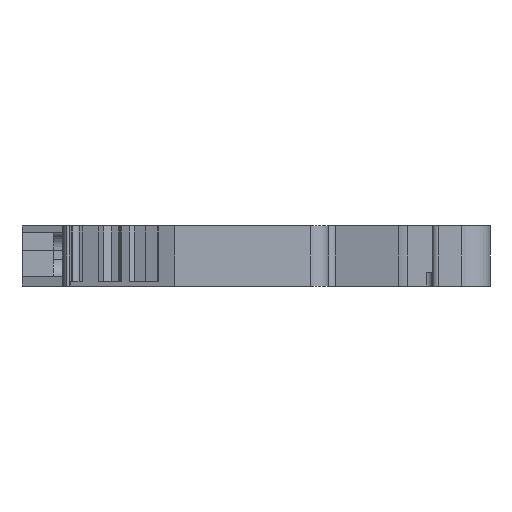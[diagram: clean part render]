
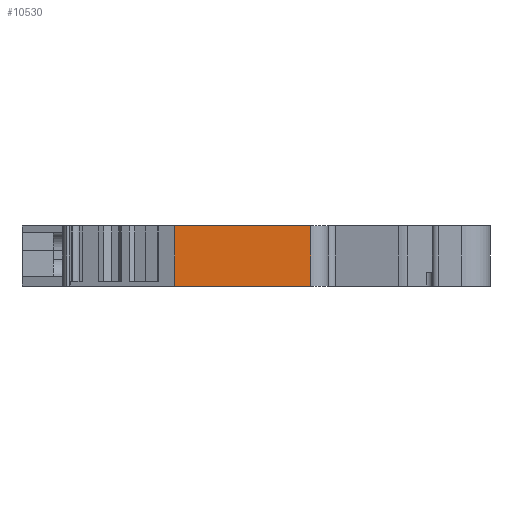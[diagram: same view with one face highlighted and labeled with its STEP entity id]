
A CAD part, left-side view. The second image highlights one B-rep face of the part: STEP entity #10530.
In plain terms, the highlighted planar face has unit normal (-1, 0, 0).
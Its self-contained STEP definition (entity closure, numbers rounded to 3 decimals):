
#3996=DIRECTION('',(0.,1.,0.));
#3997=VECTOR('',#3996,11.796);
#3998=CARTESIAN_POINT('',(-25.,8.5,0.));
#3999=LINE('',#3998,#3997);
#4003=DIRECTION('',(0.,-1.,0.));
#4004=VECTOR('',#4003,11.796);
#4005=CARTESIAN_POINT('',(-25.,20.296,-5.2));
#4006=LINE('',#4005,#4004);
#4010=DIRECTION('',(0.,0.,-1.));
#4011=VECTOR('',#4010,5.2);
#4012=CARTESIAN_POINT('',(-25.,20.296,0.));
#4013=LINE('',#4012,#4011);
#4024=DIRECTION('',(0.,0.,-1.));
#4025=VECTOR('',#4024,5.2);
#4026=CARTESIAN_POINT('',(-25.,8.5,0.));
#4027=LINE('',#4026,#4025);
#7530=CARTESIAN_POINT('',(-25.,8.5,0.));
#7531=VERTEX_POINT('',#7530);
#7532=CARTESIAN_POINT('',(-25.,20.296,0.));
#7533=VERTEX_POINT('',#7532);
#7778=CARTESIAN_POINT('',(-25.,20.296,-5.2));
#7779=VERTEX_POINT('',#7778);
#7780=CARTESIAN_POINT('',(-25.,8.5,-5.2));
#7781=VERTEX_POINT('',#7780);
#10518=CARTESIAN_POINT('',(-25.,20.296,0.));
#10519=DIRECTION('',(-1.,0.,0.));
#10520=DIRECTION('',(0.,1.,0.));
#10521=AXIS2_PLACEMENT_3D('',#10518,#10519,#10520);
#10522=PLANE('',#10521);
#10523=ORIENTED_EDGE('',*,*,#8661,.F.);
#10525=ORIENTED_EDGE('',*,*,#10524,.T.);
#10526=ORIENTED_EDGE('',*,*,#9085,.F.);
#10527=ORIENTED_EDGE('',*,*,#10229,.F.);
#10528=EDGE_LOOP('',(#10523,#10525,#10526,#10527));
#10529=FACE_OUTER_BOUND('',#10528,.F.);
#8661=EDGE_CURVE('',#7531,#7533,#3999,.T.);
#9085=EDGE_CURVE('',#7779,#7781,#4006,.T.);
#10229=EDGE_CURVE('',#7533,#7779,#4013,.T.);
#10524=EDGE_CURVE('',#7531,#7781,#4027,.T.);
#10530=ADVANCED_FACE('',(#10529),#10522,.T.);
